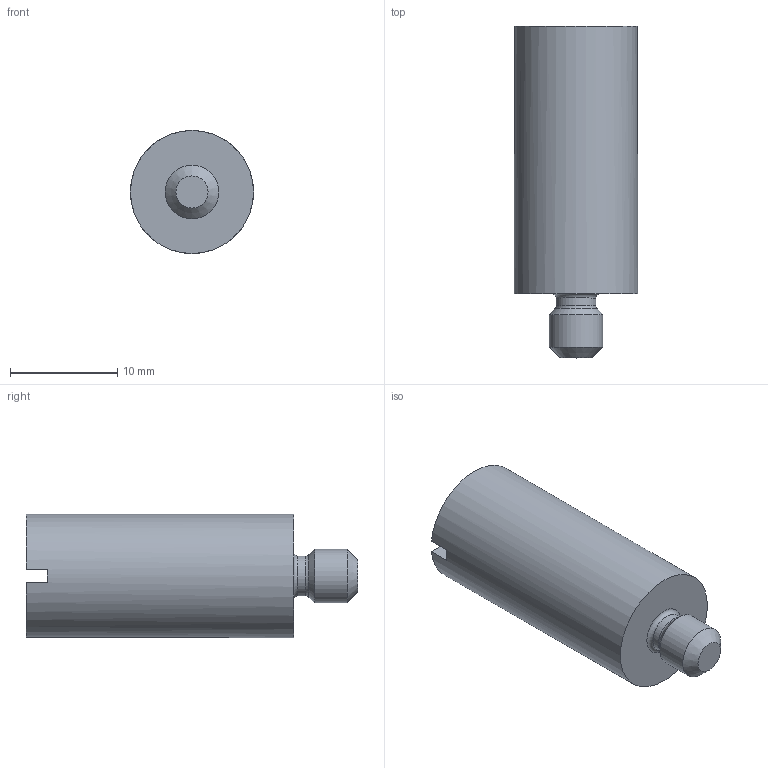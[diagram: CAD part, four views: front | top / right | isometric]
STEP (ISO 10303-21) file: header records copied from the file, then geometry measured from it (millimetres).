
FILE_DESCRIPTION(('STEP AP203'), '1');
FILE_NAME('Âèíò äëÿ ìàòðèöû áóøèíãîâ', '', ('UNSPECIFIED'), ('UNSPECIFIED'), 'ASCON STEP Converter 1.6', 'ASCON Math Kernel', '');
FILE_SCHEMA(('CONFIG_CONTROL_DESIGN'));
Length unit declared in the file: millimetre
Products named in the file (1): Âèíò äëÿ ìàòðèöû áóøèíãîâ
Bounding box: 11.5 x 31 x 11.5 mm (x, y, z)
Volume: 2666.1 mm3; surface area: 1239.4 mm2
Topology: 1 solids, 1 shells, 14 faces, 29 edges, 18 vertices
Faces by surface type: plane 7, cylinder 3, torus 2, cone 2
Full cylindrical faces by diameter (mm): 3.7 x1, 5 x1, 11.5 x1
Entity records: 487 total; most frequent: DIRECTION 66, CARTESIAN_POINT 55, ORIENTED_EDGE 44, AXIS2_PLACEMENT_3D 29, EDGE_LOOP 22, EDGE_CURVE 22, VERTEX_POINT 18, COLOUR_RGB 15
